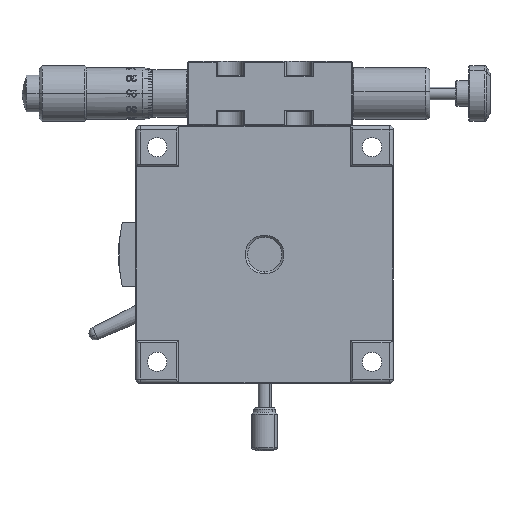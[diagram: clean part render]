
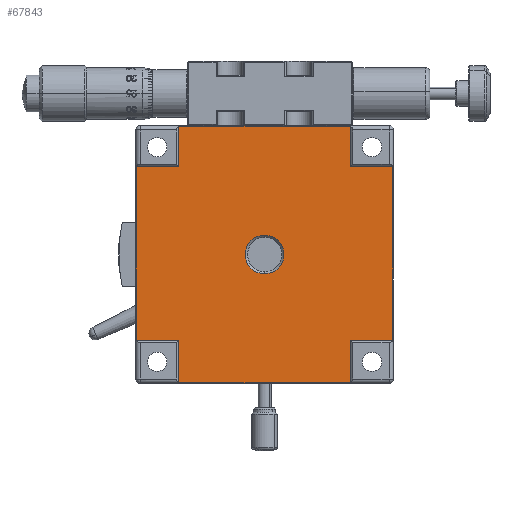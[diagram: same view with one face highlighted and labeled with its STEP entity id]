
A CAD part, front view. The second image highlights one B-rep face of the part: STEP entity #67843.
In plain terms, the highlighted planar face has unit normal (0, -1, 0).
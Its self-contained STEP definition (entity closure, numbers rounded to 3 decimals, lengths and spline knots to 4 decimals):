
#1906 = DIRECTION ( 'NONE',  ( -1., 0., 0. ) ) ;
#3282 = VERTEX_POINT ( 'NONE', #4935 ) ;
#4858 = EDGE_CURVE ( 'NONE', #134070, #101181, #64048, .T. ) ;
#4935 = CARTESIAN_POINT ( 'NONE',  ( 2.0053, -0.7023, -2.9866 ) ) ;
#6952 = CARTESIAN_POINT ( 'NONE',  ( -1.9947, -0.7023, -2.9866 ) ) ;
#8872 = CARTESIAN_POINT ( 'NONE',  ( -1.9947, -0.7023, 2.9866 ) ) ;
#8965 = FACE_BOUND ( 'NONE', #94438, .T. ) ;
#10713 = PLANE ( 'NONE',  #106486 ) ;
#11886 = DIRECTION ( 'NONE',  ( 0., 1., 0. ) ) ;
#12420 = CARTESIAN_POINT ( 'NONE',  ( -2.9947, -0.7023, -2. ) ) ;
#16588 = VERTEX_POINT ( 'NONE', #82317 ) ;
#16649 = LINE ( 'NONE', #20826, #119461 ) ;
#16837 = CIRCLE ( 'NONE', #40433, 0.45 ) ;
#20673 = LINE ( 'NONE', #12420, #105278 ) ;
#20826 = CARTESIAN_POINT ( 'NONE',  ( -2.9947, -0.7023, 2.05 ) ) ;
#21396 = DIRECTION ( 'NONE',  ( -1., 0., 0. ) ) ;
#21432 = CARTESIAN_POINT ( 'NONE',  ( 0.0053, -0.7023, 0. ) ) ;
#22297 = CIRCLE ( 'NONE', #110072, 0.45 ) ;
#22442 = CARTESIAN_POINT ( 'NONE',  ( -2.9947, -0.7023, 2.05 ) ) ;
#25051 = VECTOR ( 'NONE', #97596, 100. ) ;
#25780 = DIRECTION ( 'NONE',  ( 1., 0., 0. ) ) ;
#28825 = EDGE_CURVE ( 'NONE', #88078, #129072, #73487, .T. ) ;
#28939 = ORIENTED_EDGE ( 'NONE', *, *, #43040, .T. ) ;
#30471 = ORIENTED_EDGE ( 'NONE', *, *, #28825, .T. ) ;
#31518 = VERTEX_POINT ( 'NONE', #124159 ) ;
#32094 = DIRECTION ( 'NONE',  ( 0., 0., -1. ) ) ;
#33766 = DIRECTION ( 'NONE',  ( 1., 0., 0. ) ) ;
#35808 = VECTOR ( 'NONE', #25780, 100. ) ;
#37160 = FACE_OUTER_BOUND ( 'NONE', #43115, .T. ) ;
#37734 = EDGE_CURVE ( 'NONE', #70822, #16588, #75015, .T. ) ;
#38935 = DIRECTION ( 'NONE',  ( 0., 0., -1. ) ) ;
#40250 = LINE ( 'NONE', #65489, #93398 ) ;
#40433 = AXIS2_PLACEMENT_3D ( 'NONE', #75451, #11886, #86110 ) ;
#40733 = ORIENTED_EDGE ( 'NONE', *, *, #136736, .T. ) ;
#43040 = EDGE_CURVE ( 'NONE', #31518, #88078, #40250, .T. ) ;
#43115 = EDGE_LOOP ( 'NONE', ( #124714, #54506, #133563, #116842, #106678, #98054, #133802, #102686, #53175, #63143, #28939, #30471 ) ) ;
#43868 = VECTOR ( 'NONE', #80470, 100. ) ;
#44836 = CARTESIAN_POINT ( 'NONE',  ( 2.0053, -0.7023, 2.05 ) ) ;
#45254 = VECTOR ( 'NONE', #113694, 100. ) ;
#48020 = VERTEX_POINT ( 'NONE', #80146 ) ;
#50103 = VECTOR ( 'NONE', #98719, 100. ) ;
#50268 = CARTESIAN_POINT ( 'NONE',  ( -1.9947, -0.7023, 3. ) ) ;
#51052 = DIRECTION ( 'NONE',  ( 0., 0., -1. ) ) ;
#52845 = VERTEX_POINT ( 'NONE', #84729 ) ;
#52867 = DIRECTION ( 'NONE',  ( 1., 0., 0. ) ) ;
#53175 = ORIENTED_EDGE ( 'NONE', *, *, #4858, .F. ) ;
#54506 = ORIENTED_EDGE ( 'NONE', *, *, #99105, .T. ) ;
#55443 = CARTESIAN_POINT ( 'NONE',  ( -1.9947, -0.7023, -2.9866 ) ) ;
#59138 = EDGE_CURVE ( 'NONE', #70822, #3282, #121891, .T. ) ;
#60941 = EDGE_CURVE ( 'NONE', #52845, #129072, #16649, .T. ) ;
#62660 = DIRECTION ( 'NONE',  ( 0., 0., -1. ) ) ;
#63143 = ORIENTED_EDGE ( 'NONE', *, *, #114085, .F. ) ;
#63596 = CARTESIAN_POINT ( 'NONE',  ( 2.0053, -0.7023, 3. ) ) ;
#64048 = LINE ( 'NONE', #22442, #35808 ) ;
#65489 = CARTESIAN_POINT ( 'NONE',  ( 2.0053, -0.7023, 2.9866 ) ) ;
#66877 = CARTESIAN_POINT ( 'NONE',  ( -1.9947, -0.7023, 2.05 ) ) ;
#67843 = ADVANCED_FACE ( 'NONE', ( #37160, #8965 ), #10713, .F. ) ;
#68912 = VECTOR ( 'NONE', #51052, 100. ) ;
#70428 = VERTEX_POINT ( 'NONE', #76584 ) ;
#70704 = EDGE_CURVE ( 'NONE', #48020, #117697, #20673, .T. ) ;
#70822 = VERTEX_POINT ( 'NONE', #130963 ) ;
#71676 = VECTOR ( 'NONE', #76804, 100. ) ;
#72099 = LINE ( 'NONE', #111886, #43868 ) ;
#73487 = LINE ( 'NONE', #50268, #45254 ) ;
#75015 = LINE ( 'NONE', #108299, #71676 ) ;
#75451 = CARTESIAN_POINT ( 'NONE',  ( 0.0053, -0.7023, 0. ) ) ;
#76584 = CARTESIAN_POINT ( 'NONE',  ( 0.0053, -0.7023, -0.45 ) ) ;
#76804 = DIRECTION ( 'NONE',  ( 1., 0., 0. ) ) ;
#76865 = VECTOR ( 'NONE', #38935, 100. ) ;
#78092 = LINE ( 'NONE', #126070, #134306 ) ;
#78342 = CARTESIAN_POINT ( 'NONE',  ( 2.9919, -0.7023, -2. ) ) ;
#79892 = CARTESIAN_POINT ( 'NONE',  ( 0.0053, -0.7023, 0.45 ) ) ;
#80146 = CARTESIAN_POINT ( 'NONE',  ( -2.9813, -0.7023, -2. ) ) ;
#80470 = DIRECTION ( 'NONE',  ( 0., 0., -1. ) ) ;
#82012 = VERTEX_POINT ( 'NONE', #79892 ) ;
#82317 = CARTESIAN_POINT ( 'NONE',  ( 2.9919, -0.7023, -2. ) ) ;
#84729 = CARTESIAN_POINT ( 'NONE',  ( -2.9813, -0.7023, 2.05 ) ) ;
#84934 = DIRECTION ( 'NONE',  ( 0., 1., 0. ) ) ;
#86110 = DIRECTION ( 'NONE',  ( 0., 0., -1. ) ) ;
#88078 = VERTEX_POINT ( 'NONE', #8872 ) ;
#93398 = VECTOR ( 'NONE', #1906, 100. ) ;
#94438 = EDGE_LOOP ( 'NONE', ( #40733, #121129 ) ) ;
#95466 = EDGE_CURVE ( 'NONE', #70428, #82012, #22297, .T. ) ;
#95613 = DIRECTION ( 'NONE',  ( 0., 1., 0. ) ) ;
#97596 = DIRECTION ( 'NONE',  ( 1., 0., 0. ) ) ;
#98054 = ORIENTED_EDGE ( 'NONE', *, *, #59138, .F. ) ;
#98719 = DIRECTION ( 'NONE',  ( 0., 0., 1. ) ) ;
#99105 = EDGE_CURVE ( 'NONE', #52845, #48020, #78092, .T. ) ;
#100449 = CARTESIAN_POINT ( 'NONE',  ( -1.9947, -0.7023, -2. ) ) ;
#101181 = VERTEX_POINT ( 'NONE', #106187 ) ;
#102474 = CARTESIAN_POINT ( 'NONE',  ( 2.0053, -0.7023, 3. ) ) ;
#102686 = ORIENTED_EDGE ( 'NONE', *, *, #104373, .T. ) ;
#104373 = EDGE_CURVE ( 'NONE', #16588, #101181, #134534, .T. ) ;
#105278 = VECTOR ( 'NONE', #33766, 100. ) ;
#106138 = VERTEX_POINT ( 'NONE', #6952 ) ;
#106187 = CARTESIAN_POINT ( 'NONE',  ( 2.9919, -0.7023, 2.05 ) ) ;
#106486 = AXIS2_PLACEMENT_3D ( 'NONE', #63596, #84934, #21396 ) ;
#106678 = ORIENTED_EDGE ( 'NONE', *, *, #122989, .T. ) ;
#108299 = CARTESIAN_POINT ( 'NONE',  ( -2.9947, -0.7023, -2. ) ) ;
#108354 = LINE ( 'NONE', #102474, #76865 ) ;
#109638 = LINE ( 'NONE', #55443, #25051 ) ;
#110072 = AXIS2_PLACEMENT_3D ( 'NONE', #21432, #95613, #32094 ) ;
#111886 = CARTESIAN_POINT ( 'NONE',  ( -1.9947, -0.7023, 3. ) ) ;
#113694 = DIRECTION ( 'NONE',  ( 0., 0., -1. ) ) ;
#114085 = EDGE_CURVE ( 'NONE', #31518, #134070, #108354, .T. ) ;
#116842 = ORIENTED_EDGE ( 'NONE', *, *, #130051, .T. ) ;
#117697 = VERTEX_POINT ( 'NONE', #100449 ) ;
#119461 = VECTOR ( 'NONE', #52867, 100. ) ;
#121129 = ORIENTED_EDGE ( 'NONE', *, *, #95466, .T. ) ;
#121891 = LINE ( 'NONE', #125094, #68912 ) ;
#122989 = EDGE_CURVE ( 'NONE', #106138, #3282, #109638, .T. ) ;
#124159 = CARTESIAN_POINT ( 'NONE',  ( 2.0053, -0.7023, 2.9866 ) ) ;
#124714 = ORIENTED_EDGE ( 'NONE', *, *, #60941, .F. ) ;
#125094 = CARTESIAN_POINT ( 'NONE',  ( 2.0053, -0.7023, 3. ) ) ;
#126070 = CARTESIAN_POINT ( 'NONE',  ( -2.9813, -0.7023, 2.05 ) ) ;
#129072 = VERTEX_POINT ( 'NONE', #66877 ) ;
#130051 = EDGE_CURVE ( 'NONE', #117697, #106138, #72099, .T. ) ;
#130963 = CARTESIAN_POINT ( 'NONE',  ( 2.0053, -0.7023, -2. ) ) ;
#133563 = ORIENTED_EDGE ( 'NONE', *, *, #70704, .T. ) ;
#133802 = ORIENTED_EDGE ( 'NONE', *, *, #37734, .T. ) ;
#134070 = VERTEX_POINT ( 'NONE', #44836 ) ;
#134306 = VECTOR ( 'NONE', #62660, 100. ) ;
#134534 = LINE ( 'NONE', #78342, #50103 ) ;
#136736 = EDGE_CURVE ( 'NONE', #82012, #70428, #16837, .T. ) ;
